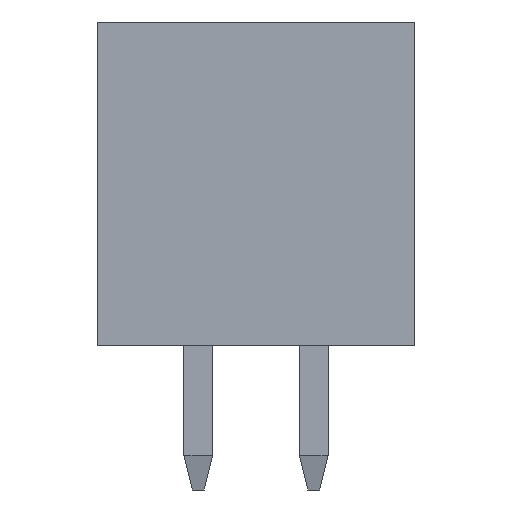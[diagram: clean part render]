
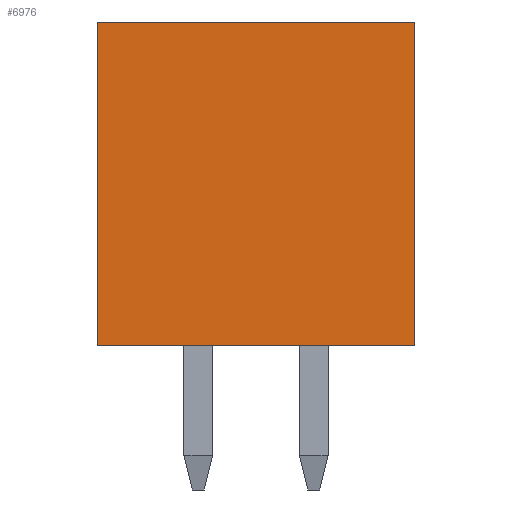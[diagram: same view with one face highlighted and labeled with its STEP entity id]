
A CAD part, left-side view. The second image highlights one B-rep face of the part: STEP entity #6976.
In plain terms, the highlighted planar face has unit normal (-1, 0, 0).
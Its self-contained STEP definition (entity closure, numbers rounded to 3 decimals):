
#1145=ORIENTED_EDGE('',*,*,#2633,.F.);
#1146=ORIENTED_EDGE('',*,*,#2175,.F.);
#1147=ORIENTED_EDGE('',*,*,#2248,.T.);
#1148=ORIENTED_EDGE('',*,*,#2832,.T.);
#2175=EDGE_CURVE('',#3159,#3160,#3811,.T.);
#2248=EDGE_CURVE('',#3159,#3231,#3884,.T.);
#2633=EDGE_CURVE('',#3160,#3529,#4269,.T.);
#2832=EDGE_CURVE('',#3231,#3529,#4468,.T.);
#3159=VERTEX_POINT('',#9429);
#3160=VERTEX_POINT('',#9431);
#3231=VERTEX_POINT('',#9575);
#3529=VERTEX_POINT('',#10317);
#3811=LINE('',#9430,#4795);
#3884=LINE('',#9576,#4868);
#4269=LINE('',#10316,#5253);
#4468=LINE('',#10713,#5452);
#4795=VECTOR('',#7648,1000.);
#4868=VECTOR('',#7723,1000.);
#5253=VECTOR('',#8224,1000.);
#5452=VECTOR('',#8553,1000.);
#5874=EDGE_LOOP('',(#1145,#1146,#1147,#1148));
#6272=FACE_BOUND('',#5874,.T.);
#6639=PLANE('',#7340);
#6976=ADVANCED_FACE('',(#6272),#6639,.T.);
#7340=AXIS2_PLACEMENT_3D('',#10721,#8558,#8559);
#7648=DIRECTION('',(0.,1.,0.));
#7723=DIRECTION('',(0.,0.,1.));
#8224=DIRECTION('',(0.,0.,1.));
#8553=DIRECTION('',(0.,1.,0.));
#8558=DIRECTION('',(-1.,0.,0.));
#8559=DIRECTION('',(0.,0.,1.));
#9429=CARTESIAN_POINT('',(-18.6,-2.75,-2.8));
#9430=CARTESIAN_POINT('',(-18.6,-2.75,-2.8));
#9431=CARTESIAN_POINT('',(-18.6,2.75,-2.8));
#9575=CARTESIAN_POINT('',(-18.6,-2.75,2.8));
#9576=CARTESIAN_POINT('',(-18.6,-2.75,-2.8));
#10316=CARTESIAN_POINT('',(-18.6,2.75,-2.8));
#10317=CARTESIAN_POINT('',(-18.6,2.75,2.8));
#10713=CARTESIAN_POINT('',(-18.6,-2.75,2.8));
#10721=CARTESIAN_POINT('',(-18.6,-2.75,-2.8));
